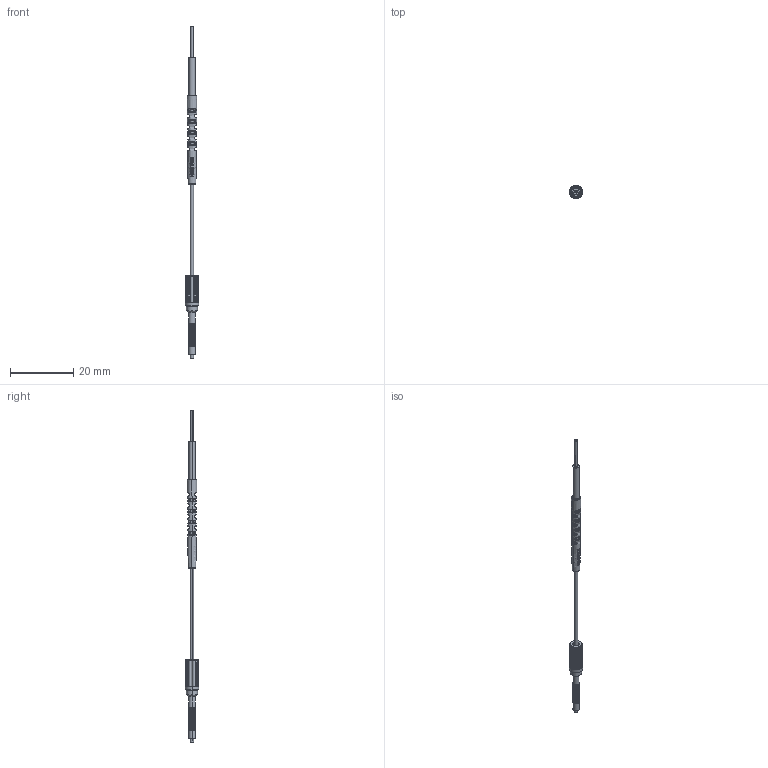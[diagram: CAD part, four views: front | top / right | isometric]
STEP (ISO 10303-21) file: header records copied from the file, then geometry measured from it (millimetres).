
FILE_DESCRIPTION((''),'2;1');
FILE_NAME('PTS2Y10-I_ASM','2020-06-08T15:23:48',('Administrator'),(''),'CREO PARAMETRIC BY PTC INC, 2018400','CREO PARAMETRIC BY PTC INC, 2018400','');
FILE_SCHEMA(('AUTOMOTIVE_DESIGN { 1 0 10303 214 1 1 1 1 }'));
Length unit declared in the file: millimetre
Products named in the file (7): 20-10____; 10XIAN____; JW22_10_____; PT2_1_____; 10-DAN-LAN_____ASM; 9-5__; PTS2Y10-I_ASM
Assembly tree (6 placements, depth 3):
  PTS2Y10-I_ASM
    20-10____
    10-DAN-LAN_____ASM
      10XIAN____
      JW22_10_____
      PT2_1_____
    9-5__
Bounding box: 4.2 x 4.2 x 105 mm (x, y, z)
Volume: 349.6 mm3; surface area: 1276.3 mm2
Topology: 5 solids, 5 shells, 584 faces, 1434 edges, 870 vertices
Faces by surface type: cylinder 212, plane 162, torus 112, bspline 84, cone 14
Entity records: 26353 total; most frequent: CARTESIAN_POINT 10851, DIRECTION 2955, ORIENTED_EDGE 2868, EDGE_CURVE 1434, AXIS2_PLACEMENT_3D 1340, VERTEX_POINT 870, CIRCLE 824, EDGE_LOOP 634
